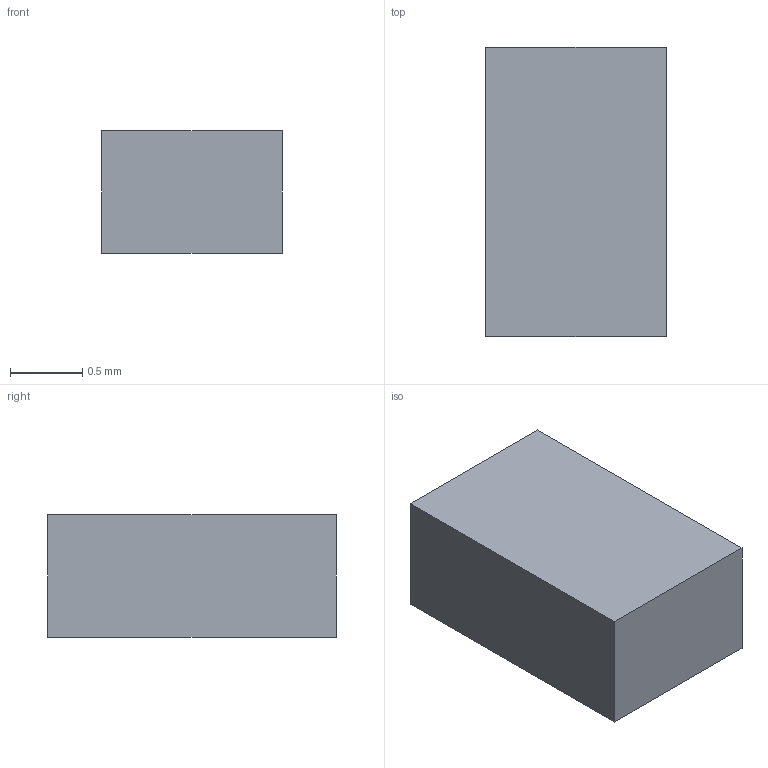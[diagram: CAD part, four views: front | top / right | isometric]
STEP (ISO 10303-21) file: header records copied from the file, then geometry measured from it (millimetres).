
FILE_DESCRIPTION (( 'STEP AP214' ), '1' );
FILE_NAME ('Cap_Array_4.STEP', '2016-02-10T17:28:05', ( '' ), ( '' ), 'SwSTEP 2.0', 'SolidWorks 2012', '' );
FILE_SCHEMA (( 'AUTOMOTIVE_DESIGN' ));
Length unit declared in the file: millimetre
Products named in the file (3): Extruded_8; 641244944; Cap_Array_4
Assembly tree (2 placements, depth 3):
  Cap_Array_4
    641244944
      Extruded_8
Bounding box: 1.25 x 2 x 0.85 mm (x, y, z)
Volume: 2.1 mm3; surface area: 10.5 mm2
Topology: 1 solids, 1 shells, 6 faces, 12 edges, 8 vertices
Faces by surface type: plane 6
Entity records: 314 total; most frequent: DIRECTION 36, CARTESIAN_POINT 32, ORIENTED_EDGE 24, VECTOR 12, AXIS2_PLACEMENT_3D 12, EDGE_CURVE 12, LINE 12, UNCERTAINTY_MEASURE_WITH_UNIT 11
